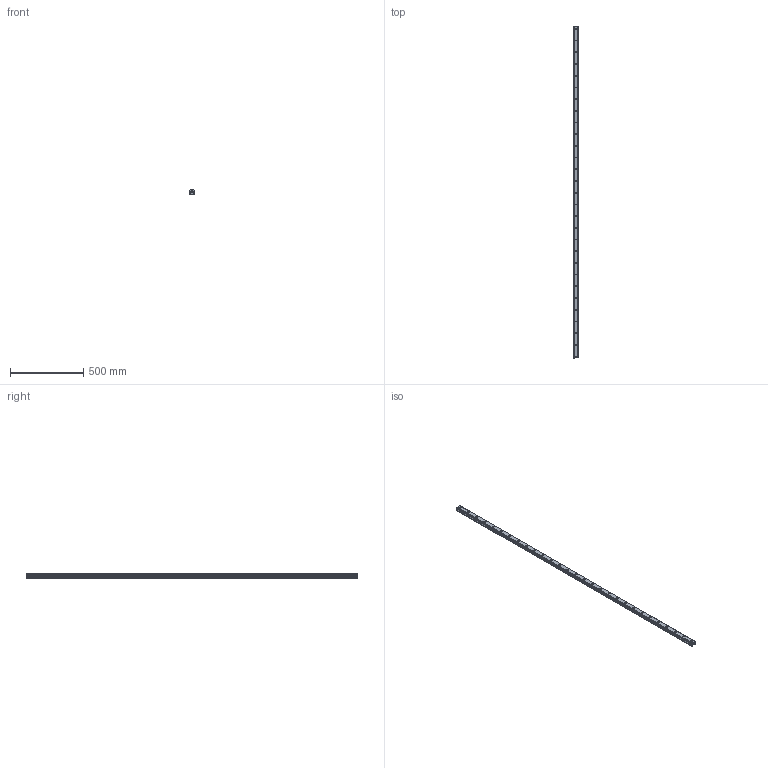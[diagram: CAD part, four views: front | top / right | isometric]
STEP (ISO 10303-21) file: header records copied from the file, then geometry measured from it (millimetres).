
FILE_DESCRIPTION(('STEP AP214'),'1');
FILE_NAME('cctmp_C5522F97-9604-45D2-86F1-0C8B78BA712B_2021_02_12_14_07_43_0688..stp','2021-02-12T13:07:43',('HIWIN GmbH'),('CADClick - www.CADClick.com'),'Spatial InterOp 3D',' ','unknown authorization');
FILE_SCHEMA(('AUTOMOTIVE_DESIGN'));
Length unit declared in the file: millimetre
Products named in the file (1): EGR35R2270C_FILE
Bounding box: 34 x 2270 x 27.5 mm (x, y, z)
Volume: 1785785.3 mm3; surface area: 319194.6 mm2
Topology: 1 solids, 1 shells, 368 faces, 825 edges, 550 vertices
Faces by surface type: cylinder 192, plane 176
Entity records: 13361 total; most frequent: DIRECTION 1947, CARTESIAN_POINT 1744, ORIENTED_EDGE 1650, EDGE_CURVE 825, AXIS2_PLACEMENT_3D 753, VERTEX_POINT 550, EDGE_LOOP 459, LINE 441
